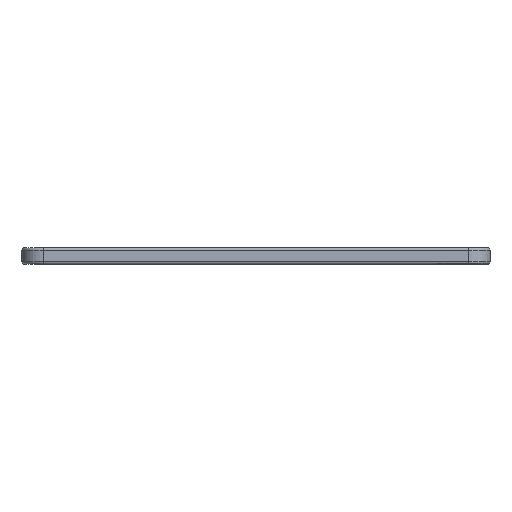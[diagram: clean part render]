
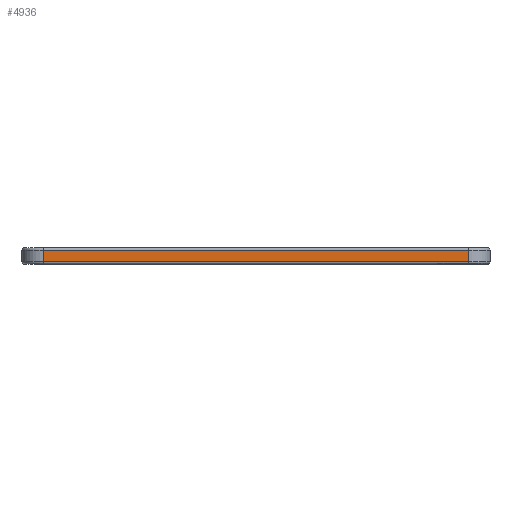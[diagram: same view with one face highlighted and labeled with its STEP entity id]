
A CAD part, front view. The second image highlights one B-rep face of the part: STEP entity #4936.
In plain terms, the highlighted planar face has unit normal (0, -1, 0).
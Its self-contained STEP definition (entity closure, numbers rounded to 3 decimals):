
#433=FACE_OUTER_BOUND('',#706,.T.);
#706=EDGE_LOOP('',(#3510,#3511,#3512,#3513));
#1053=LINE('',#7601,#1570);
#1066=LINE('',#7650,#1583);
#1067=LINE('',#7654,#1584);
#1068=LINE('',#7655,#1585);
#1570=VECTOR('',#5994,10.);
#1583=VECTOR('',#6053,10.);
#1584=VECTOR('',#6058,10.);
#1585=VECTOR('',#6059,10.);
#2131=VERTEX_POINT('',#7595);
#2132=VERTEX_POINT('',#7599);
#2145=VERTEX_POINT('',#7649);
#2146=VERTEX_POINT('',#7653);
#2653=EDGE_CURVE('',#2131,#2132,#1053,.T.);
#2677=EDGE_CURVE('',#2132,#2145,#1066,.T.);
#2679=EDGE_CURVE('',#2146,#2131,#1067,.T.);
#2680=EDGE_CURVE('',#2145,#2146,#1068,.T.);
#3510=ORIENTED_EDGE('',*,*,#2653,.F.);
#3511=ORIENTED_EDGE('',*,*,#2679,.F.);
#3512=ORIENTED_EDGE('',*,*,#2680,.F.);
#3513=ORIENTED_EDGE('',*,*,#2677,.F.);
#4773=PLANE('',#5305);
#4936=ADVANCED_FACE('',(#433),#4773,.T.);
#5305=AXIS2_PLACEMENT_3D('',#7652,#6056,#6057);
#5994=DIRECTION('',(-1.,0.,0.));
#6053=DIRECTION('',(0.,0.,1.));
#6056=DIRECTION('center_axis',(0.,-1.,0.));
#6057=DIRECTION('ref_axis',(1.,0.,0.));
#6058=DIRECTION('',(0.,0.,-1.));
#6059=DIRECTION('',(1.,0.,0.));
#7595=CARTESIAN_POINT('',(253.88,50.,11.974));
#7599=CARTESIAN_POINT('',(60.,50.,11.974));
#7601=CARTESIAN_POINT('',(103.47,50.,11.974));
#7649=CARTESIAN_POINT('',(60.,50.,17.45));
#7650=CARTESIAN_POINT('',(60.,50.,0.));
#7652=CARTESIAN_POINT('Origin',(50.,50.,0.));
#7653=CARTESIAN_POINT('',(253.88,50.,17.45));
#7654=CARTESIAN_POINT('',(253.88,50.,0.));
#7655=CARTESIAN_POINT('',(103.47,50.,17.45));
